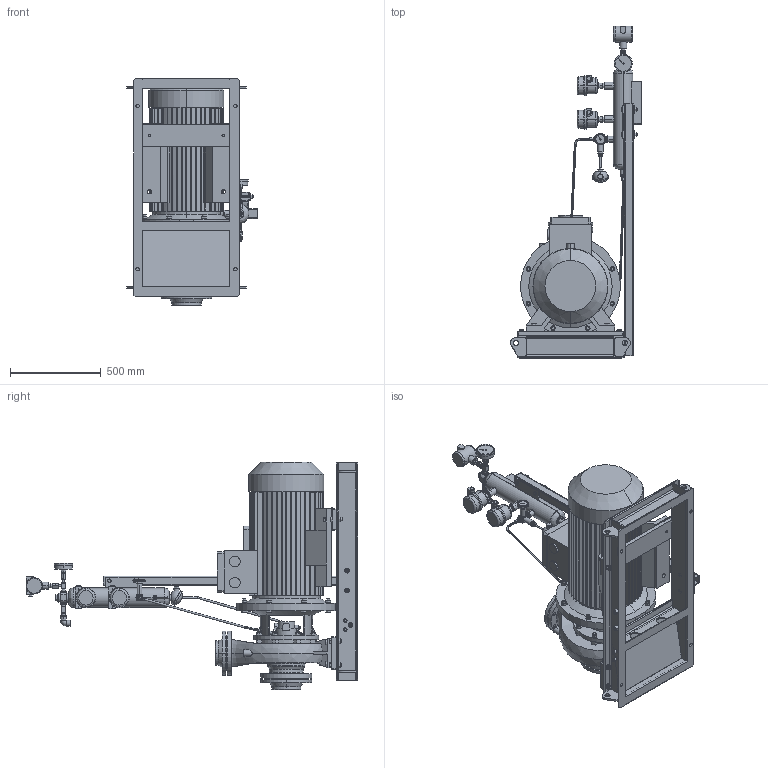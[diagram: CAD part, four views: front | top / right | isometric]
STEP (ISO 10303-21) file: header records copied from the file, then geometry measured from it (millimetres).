
FILE_DESCRIPTION (( 'STEP AP203' ), '1' );
FILE_NAME ('221-223-55Ò-ÐÑ2-21-02.step', '2023-07-26T16:26:18', ( 'adb' ), ( '' ), 'SwSTEP 2.0', 'SolidWorks 2016', '' );
FILE_SCHEMA (( 'CONFIG_CONTROL_DESIGN' ));
Products named in the file (1): 221-223-55Ò-ÐÑ2-21-02
Bounding box: 720.8 x 1830.5 x 1256 mm (x, y, z)
Volume: 151422733.1 mm3; surface area: 9075888.1 mm2
Topology: 30 solids, 50 shells, 3321 faces, 8404 edges, 5410 vertices
Faces by surface type: plane 1716, cylinder 1192, cone 300, torus 65, bspline 38, sphere 10
Entity records: 116173 total; most frequent: CARTESIAN_POINT 35287, DIRECTION 17020, ORIENTED_EDGE 16776, EDGE_CURVE 8388, AXIS2_PLACEMENT_3D 6414, VERTEX_POINT 5404, VECTOR 4192, LINE 4192
